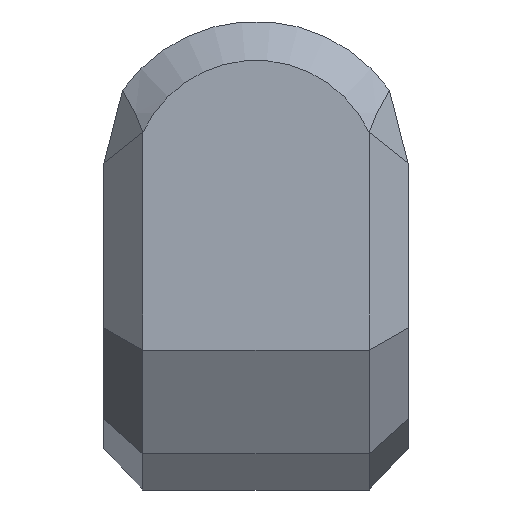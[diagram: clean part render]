
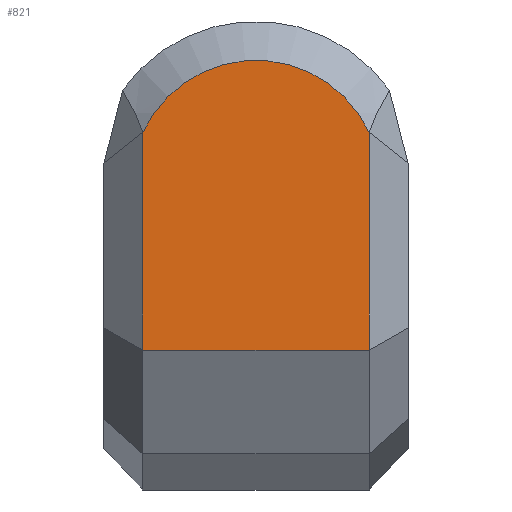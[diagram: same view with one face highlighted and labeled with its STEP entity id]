
A CAD part, top view. The second image highlights one B-rep face of the part: STEP entity #821.
In plain terms, the highlighted planar face has unit normal (0, 0, 1).
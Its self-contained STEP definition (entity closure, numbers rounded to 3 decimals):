
#31=CIRCLE('',#893,32.);
#61=FACE_OUTER_BOUND('',#109,.T.);
#109=EDGE_LOOP('',(#649,#650,#651,#652));
#167=LINE('',#1209,#269);
#207=LINE('',#1292,#309);
#209=LINE('',#1296,#311);
#269=VECTOR('',#972,10.);
#309=VECTOR('',#1046,10.);
#311=VECTOR('',#1050,10.);
#366=VERTEX_POINT('',#1203);
#367=VERTEX_POINT('',#1208);
#393=VERTEX_POINT('',#1291);
#394=VERTEX_POINT('',#1295);
#444=EDGE_CURVE('',#367,#366,#167,.T.);
#485=EDGE_CURVE('',#367,#393,#207,.T.);
#487=EDGE_CURVE('',#394,#366,#209,.T.);
#488=EDGE_CURVE('',#393,#394,#31,.T.);
#649=ORIENTED_EDGE('',*,*,#444,.T.);
#650=ORIENTED_EDGE('',*,*,#487,.F.);
#651=ORIENTED_EDGE('',*,*,#488,.F.);
#652=ORIENTED_EDGE('',*,*,#485,.F.);
#781=PLANE('',#892);
#821=ADVANCED_FACE('',(#61),#781,.T.);
#892=AXIS2_PLACEMENT_3D('',#1294,#1048,#1049);
#893=AXIS2_PLACEMENT_3D('',#1297,#1051,#1052);
#972=DIRECTION('',(1.,0.,0.));
#1046=DIRECTION('',(0.,1.,0.));
#1048=DIRECTION('center_axis',(0.,0.,
1.));
#1049=DIRECTION('ref_axis',(1.,0.,0.));
#1050=DIRECTION('',(0.,-1.,0.));
#1051=DIRECTION('center_axis',(0.,0.,
-1.));
#1052=DIRECTION('ref_axis',(0.929,0.371,0.));
#1203=CARTESIAN_POINT('',(25.244,-179.248,40.866));
#1208=CARTESIAN_POINT('',(-32.756,-179.248,40.866));
#1209=CARTESIAN_POINT('',(-3.756,-179.248,40.866));
#1291=CARTESIAN_POINT('',(-32.756,-123.411,40.866));
#1292=CARTESIAN_POINT('',(-32.756,-129.511,40.866));
#1294=CARTESIAN_POINT('Origin',(-3.756,-137.671,40.866));
#1295=CARTESIAN_POINT('',(25.244,-123.411,40.866));
#1296=CARTESIAN_POINT('',(25.244,-159.037,40.866));
#1297=CARTESIAN_POINT('Origin',(-3.756,-136.939,40.866));
